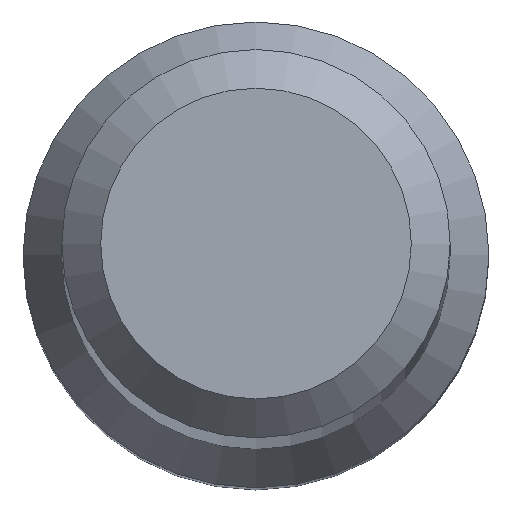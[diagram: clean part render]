
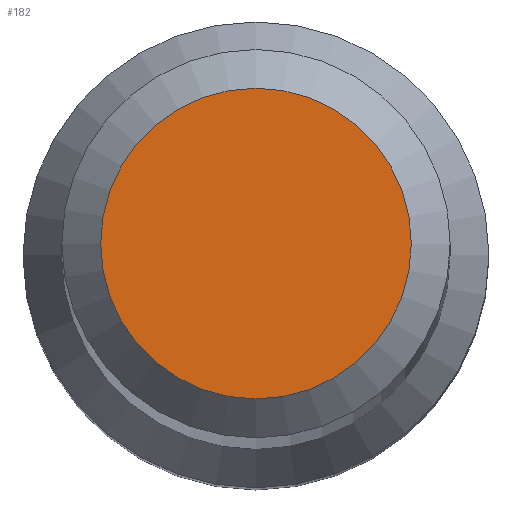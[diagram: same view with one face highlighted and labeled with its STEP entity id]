
A CAD part, top view. The second image highlights one B-rep face of the part: STEP entity #182.
In plain terms, the highlighted planar face has unit normal (0, 0, 1).
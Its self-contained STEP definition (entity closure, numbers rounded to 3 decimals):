
#18 = DIRECTION ( 'NONE',  ( 0., 0., -1. ) ) ;
#21 = CARTESIAN_POINT ( 'NONE',  ( 0., 0., 80. ) ) ;
#47 = DIRECTION ( 'NONE',  ( 0., -1., 0. ) ) ;
#54 = ORIENTED_EDGE ( 'NONE', *, *, #83, .F. ) ;
#80 = PLANE ( 'NONE',  #146 ) ;
#83 = EDGE_CURVE ( 'NONE', #176, #176, #163, .T. ) ;
#116 = AXIS2_PLACEMENT_3D ( 'NONE', #186, #18, #169 ) ;
#133 = CARTESIAN_POINT ( 'NONE',  ( 0., 1.6, 80. ) ) ;
#134 = DIRECTION ( 'NONE',  ( 0., 0., 1. ) ) ;
#146 = AXIS2_PLACEMENT_3D ( 'NONE', #21, #134, #47 ) ;
#163 = CIRCLE ( 'NONE', #116, 1.6 ) ;
#169 = DIRECTION ( 'NONE',  ( 0., 1., 0. ) ) ;
#171 = FACE_OUTER_BOUND ( 'NONE', #242, .T. ) ;
#176 = VERTEX_POINT ( 'NONE', #133 ) ;
#182 = ADVANCED_FACE ( 'NONE', ( #171 ), #80, .T. ) ;
#186 = CARTESIAN_POINT ( 'NONE',  ( 0., 0., 80. ) ) ;
#242 = EDGE_LOOP ( 'NONE', ( #54 ) ) ;
